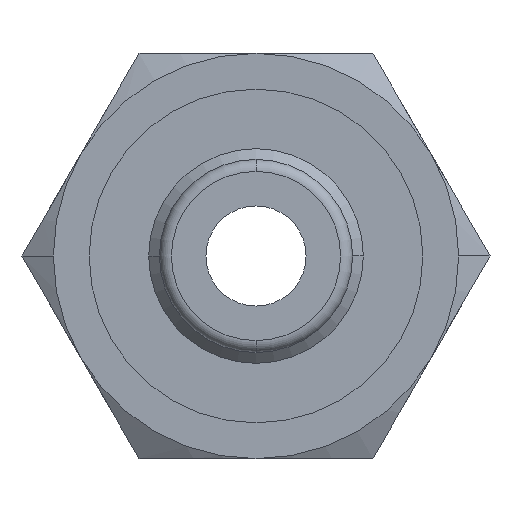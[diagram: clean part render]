
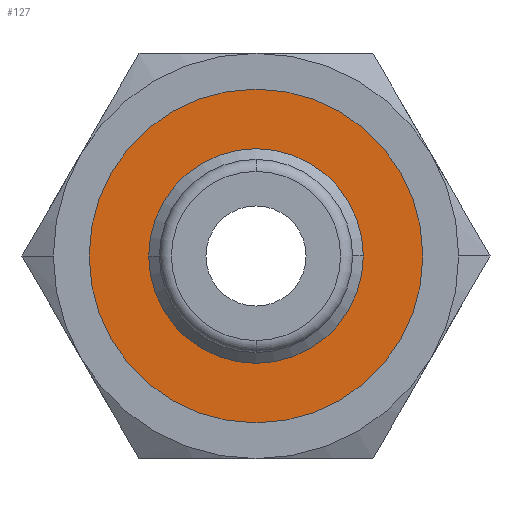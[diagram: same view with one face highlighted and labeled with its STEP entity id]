
A CAD part, front view. The second image highlights one B-rep face of the part: STEP entity #127.
In plain terms, the highlighted planar face has unit normal (0, -1, 0).
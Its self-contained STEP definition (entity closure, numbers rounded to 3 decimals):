
#127=ADVANCED_FACE('',(#275,#276),#277,.T.);
#275=FACE_OUTER_BOUND('',#440,.T.);
#276=FACE_BOUND('',#441,.T.);
#277=PLANE('',#442);
#440=EDGE_LOOP('',(#734,#735));
#441=EDGE_LOOP('',(#736,#737));
#442=AXIS2_PLACEMENT_3D('',#738,#739,#740);
#734=ORIENTED_EDGE('',*,*,#1048,.T.);
#735=ORIENTED_EDGE('',*,*,#1049,.T.);
#736=ORIENTED_EDGE('',*,*,#962,.F.);
#737=ORIENTED_EDGE('',*,*,#980,.F.);
#738=CARTESIAN_POINT('',(0.0,14.0,0.0));
#739=DIRECTION('',(0.0,-1.0,0.0));
#740=DIRECTION('',(-1.0,0.0,0.0));
#962=EDGE_CURVE('',#1140,#1136,#1142,.T.);
#980=EDGE_CURVE('',#1136,#1140,#1168,.T.);
#1048=EDGE_CURVE('',#1263,#1264,#1265,.T.);
#1049=EDGE_CURVE('',#1264,#1263,#1266,.T.);
#1136=VERTEX_POINT('',#1453);
#1140=VERTEX_POINT('',#1458);
#1142=CIRCLE('',#1461,4.5);
#1168=CIRCLE('',#1498,4.5);
#1263=VERTEX_POINT('',#1707);
#1264=VERTEX_POINT('',#1708);
#1265=CIRCLE('',#1709,7.0);
#1266=CIRCLE('',#1710,7.0);
#1453=CARTESIAN_POINT('',(4.5,14.0,0.));
#1458=CARTESIAN_POINT('',(-4.5,14.0,0.));
#1461=AXIS2_PLACEMENT_3D('',#1858,#1859,#1860);
#1498=AXIS2_PLACEMENT_3D('',#1897,#1898,#1899);
#1707=CARTESIAN_POINT('',(7.0,14.0,0.0));
#1708=CARTESIAN_POINT('',(-7.0,14.0,0.));
#1709=AXIS2_PLACEMENT_3D('',#1987,#1988,#1989);
#1710=AXIS2_PLACEMENT_3D('',#1990,#1991,#1992);
#1858=CARTESIAN_POINT('',(0.0,14.0,0.0));
#1859=DIRECTION('',(0.0,-1.0,0.0));
#1860=DIRECTION('',(1.0,0.0,0.0));
#1897=CARTESIAN_POINT('',(0.0,14.0,0.0));
#1898=DIRECTION('',(0.0,-1.0,0.0));
#1899=DIRECTION('',(1.0,0.0,0.0));
#1987=CARTESIAN_POINT('',(0.0,14.0,0.0));
#1988=DIRECTION('',(0.0,-1.0,0.0));
#1989=DIRECTION('',(1.0,0.0,0.0));
#1990=CARTESIAN_POINT('',(0.0,14.0,0.0));
#1991=DIRECTION('',(0.0,-1.0,0.0));
#1992=DIRECTION('',(1.0,0.0,0.0));
